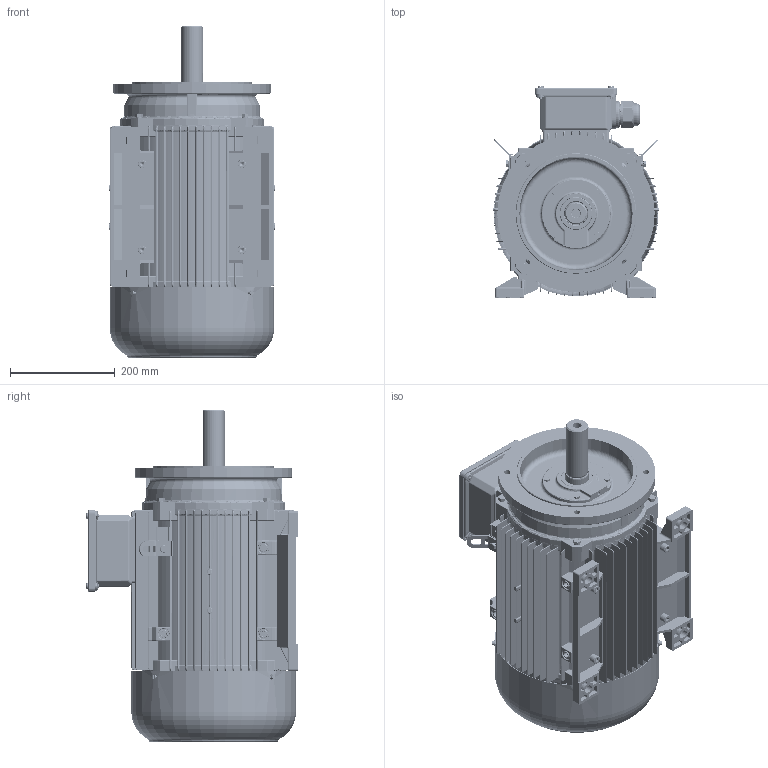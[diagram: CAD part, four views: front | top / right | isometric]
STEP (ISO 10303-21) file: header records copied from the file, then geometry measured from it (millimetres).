
FILE_DESCRIPTION(/* description */ (''),/* implementation_level */ '2;1');
FILE_NAME(/* name */ 'JL3-160L-B34B.stp',/* time_stamp */ '2017-12-05T13:55:56+08:00',/* author */ (''),/* organization */ (''),/* preprocessor_version */ 'ST-DEVELOPER v16',/* originating_system */ 'SIEMENS PLM Software NX 10.0',/* authorisation */ '');
FILE_SCHEMA (('AUTOMOTIVE_DESIGN { 1 0 10303 214 3 1 1 1 }'));
Products named in the file (1): JL3-160L-B34B
Bounding box: 316 x 402.7 x 633 mm (x, y, z)
Volume: 8025045.4 mm3; surface area: 2839353.4 mm2
Topology: 71 solids, 71 shells, 8664 faces, 22422 edges, 14175 vertices
Faces by surface type: plane 3993, cylinder 2182, bspline 1192, torus 767, cone 286, sphere 244
Full cylindrical faces by diameter (mm): 4.48 x5, 5 x7, 5.3 x5, 5.35 x4, 6 x4, 7.188 x8, 8 x15, 8.58 x2, 9.1 x8, 10 x13, 12 x4, 12.1 x2, 14.785 x2, 16 x5, 18 x2, 27.5 x1, 32.5 x3, 37.5 x5, 38.2 x1, 38.75 x6, 40 x7, 41.25 x6, 43.125 x1, 45 x1, 52 x1, 53.125 x1, 62 x1, 65 x1, 66 x1, 100.01 x1
Entity records: 320165 total; most frequent: CARTESIAN_POINT 119656, ORIENTED_EDGE 44012, DIRECTION 36994, EDGE_CURVE 22006, VERTEX_POINT 14029, AXIS2_PLACEMENT_3D 12382, LINE 12230, VECTOR 12230
